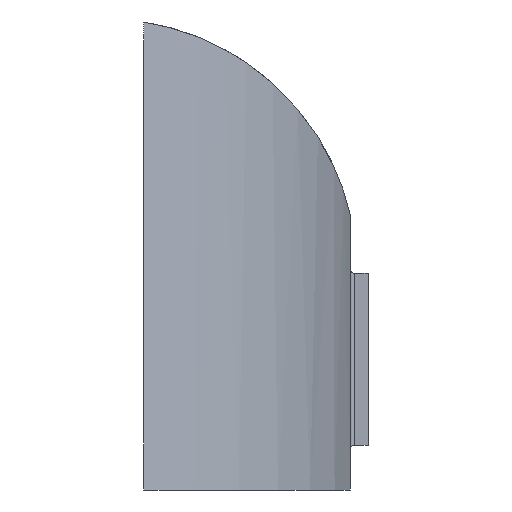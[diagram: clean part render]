
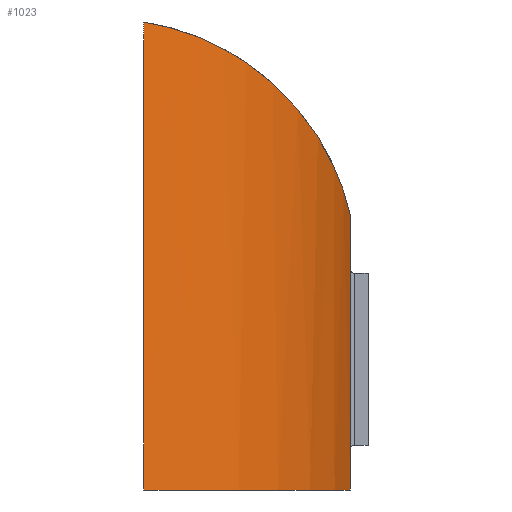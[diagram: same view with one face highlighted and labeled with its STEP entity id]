
A CAD part, left-side view. The second image highlights one B-rep face of the part: STEP entity #1023.
In plain terms, the highlighted cylindrical face has radius 230.395 mm (diameter 460.791 mm), a partial arc.
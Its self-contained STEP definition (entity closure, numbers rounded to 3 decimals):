
#69 = EDGE_CURVE ( 'NONE', #534, #861, #917, .T. ) ;
#83 = CARTESIAN_POINT ( 'NONE',  ( -208.516, -148.071, 112.762 ) ) ;
#84 = VERTEX_POINT ( 'NONE', #422 ) ;
#110 = CARTESIAN_POINT ( 'NONE',  ( -340.966, -56.834, 226.036 ) ) ;
#144 = CARTESIAN_POINT ( 'NONE',  ( -152.292, 75.402, -95. ) ) ;
#194 = CARTESIAN_POINT ( 'NONE',  ( -221.25, -144.443, 124.236 ) ) ;
#205 = VECTOR ( 'NONE', #761, 1000. ) ;
#210 = LINE ( 'NONE', #659, #809 ) ;
#228 = CARTESIAN_POINT ( 'NONE',  ( -345.518, -50.11, 229.428 ) ) ;
#230 = CARTESIAN_POINT ( 'NONE',  ( -290.122, -109.235, 184.639 ) ) ;
#291 = ORIENTED_EDGE ( 'NONE', *, *, #384, .T. ) ;
#303 = CARTESIAN_POINT ( 'NONE',  ( -242.173, -136.931, 142.903 ) ) ;
#309 = CARTESIAN_POINT ( 'NONE',  ( -200., -150., -95. ) ) ;
#337 = CARTESIAN_POINT ( 'NONE',  ( -353.988, -36.095, 235.47 ) ) ;
#338 = CARTESIAN_POINT ( 'NONE',  ( -305.365, -97.069, 197.538 ) ) ;
#339 = ORIENTED_EDGE ( 'NONE', *, *, #690, .F. ) ;
#384 = EDGE_CURVE ( 'NONE', #680, #84, #791, .T. ) ;
#413 = CARTESIAN_POINT ( 'NONE',  ( -152.292, 75.402, -95. ) ) ;
#414 = CARTESIAN_POINT ( 'NONE',  ( -278.434, -117.45, 174.618 ) ) ;
#422 = CARTESIAN_POINT ( 'NONE',  ( -200., -150., -95. ) ) ;
#447 = CARTESIAN_POINT ( 'NONE',  ( -366.009, -10.849, 243.012 ) ) ;
#449 = CARTESIAN_POINT ( 'NONE',  ( -326.462, -75.509, 214.773 ) ) ;
#533 = CARTESIAN_POINT ( 'NONE',  ( -204.259, -149.099, 108.898 ) ) ;
#534 = VERTEX_POINT ( 'NONE', #1335 ) ;
#561 = CARTESIAN_POINT ( 'NONE',  ( -340.191, -57.932, 225.451 ) ) ;
#591 = CARTESIAN_POINT ( 'NONE',  ( -200., -150., 105. ) ) ;
#593 = DIRECTION ( 'NONE',  ( 0., 0., 1. ) ) ;
#632 = FACE_OUTER_BOUND ( 'NONE', #749, .T. ) ;
#643 = CARTESIAN_POINT ( 'NONE',  ( -217.015, -145.727, 120.431 ) ) ;
#659 = CARTESIAN_POINT ( 'NONE',  ( -370., 0., -95. ) ) ;
#667 = ORIENTED_EDGE ( 'NONE', *, *, #959, .T. ) ;
#676 = CARTESIAN_POINT ( 'NONE',  ( -343.264, -53.493, 227.757 ) ) ;
#680 = VERTEX_POINT ( 'NONE', #1218 ) ;
#690 = EDGE_CURVE ( 'NONE', #680, #534, #210, .T. ) ;
#749 = EDGE_LOOP ( 'NONE', ( #972, #339, #291, #667 ) ) ;
#756 = CARTESIAN_POINT ( 'NONE',  ( -233.875, -140.248, 135.537 ) ) ;
#761 = DIRECTION ( 'NONE',  ( 0., 0., 1. ) ) ;
#790 = CARTESIAN_POINT ( 'NONE',  ( -351.274, -40.865, 233.585 ) ) ;
#791 = CIRCLE ( 'NONE', #805, 230.395 ) ;
#792 = CARTESIAN_POINT ( 'NONE',  ( -295.89, -104.786, 189.538 ) ) ;
#805 = AXIS2_PLACEMENT_3D ( 'NONE', #144, #593, #1055 ) ;
#809 = VECTOR ( 'NONE', #1117, 1000. ) ;
#861 = VERTEX_POINT ( 'NONE', #591 ) ;
#867 = DIRECTION ( 'NONE',  ( 0., 0., 1. ) ) ;
#869 = CARTESIAN_POINT ( 'NONE',  ( -266.565, -124.875, 164.342 ) ) ;
#904 = CARTESIAN_POINT ( 'NONE',  ( -361.518, -21.236, 240.387 ) ) ;
#906 = CARTESIAN_POINT ( 'NONE',  ( -323.069, -79.334, 212.053 ) ) ;
#917 = B_SPLINE_CURVE_WITH_KNOTS ( 'NONE', 3,
 ( #1017, #1446, #447, #904, #1341, #337, #790, #1238, #228, #676, #1132, #110, #561, #1018, #1448, #449, #906, #1343, #338, #792, #1240, #230, #979, #1412, #414, #869, #1310, #303, #756, #1205, #194, #643, #1105, #83, #533, #990 ),
 .UNSPECIFIED., .F., .F.,
 ( 4, 2, 2, 2, 2, 2, 2, 2, 2, 2, 2, 2, 2, 2, 2, 2, 2, 4 ),
 ( 0., 0.017, 0.035, 0.052, 0.061, 0.065, 0.069, 0.087, 0.104, 0.139, 0.148, 0.156, 0.174, 0.208, 0.243, 0.252, 0.261, 0.278 ),
 .UNSPECIFIED. ) ;
#959 = EDGE_CURVE ( 'NONE', #84, #861, #1316, .T. ) ;
#972 = ORIENTED_EDGE ( 'NONE', *, *, #69, .F. ) ;
#979 = CARTESIAN_POINT ( 'NONE',  ( -288.187, -110.663, 182.988 ) ) ;
#990 = CARTESIAN_POINT ( 'NONE',  ( -200., -150., 105. ) ) ;
#1017 = CARTESIAN_POINT ( 'NONE',  ( -370., 0., 245. ) ) ;
#1018 = CARTESIAN_POINT ( 'NONE',  ( -336.289, -63.364, 222.488 ) ) ;
#1023 = ADVANCED_FACE ( 'NONE', ( #632 ), #1411, .T. ) ;
#1055 = DIRECTION ( 'NONE',  ( 1., 0., 0. ) ) ;
#1105 = CARTESIAN_POINT ( 'NONE',  ( -214.891, -146.337, 118.518 ) ) ;
#1117 = DIRECTION ( 'NONE',  ( 0., 0., 1. ) ) ;
#1132 = CARTESIAN_POINT ( 'NONE',  ( -342.502, -54.613, 227.19 ) ) ;
#1205 = CARTESIAN_POINT ( 'NONE',  ( -223.36, -143.77, 126.128 ) ) ;
#1218 = CARTESIAN_POINT ( 'NONE',  ( -370., 0., -95. ) ) ;
#1238 = CARTESIAN_POINT ( 'NONE',  ( -346.984, -47.823, 230.499 ) ) ;
#1240 = CARTESIAN_POINT ( 'NONE',  ( -293.973, -106.297, 187.914 ) ) ;
#1297 = AXIS2_PLACEMENT_3D ( 'NONE', #413, #867, #1309 ) ;
#1309 = DIRECTION ( 'NONE',  ( 1., 0., 0. ) ) ;
#1310 = CARTESIAN_POINT ( 'NONE',  ( -258.517, -129.244, 157.306 ) ) ;
#1316 = LINE ( 'NONE', #309, #205 ) ;
#1335 = CARTESIAN_POINT ( 'NONE',  ( -370., 0., 245. ) ) ;
#1341 = CARTESIAN_POINT ( 'NONE',  ( -359.109, -26.281, 238.872 ) ) ;
#1343 = CARTESIAN_POINT ( 'NONE',  ( -312.643, -90.344, 203.586 ) ) ;
#1411 = CYLINDRICAL_SURFACE ( 'NONE', #1297, 230.395 ) ;
#1412 = CARTESIAN_POINT ( 'NONE',  ( -282.357, -114.83, 177.996 ) ) ;
#1446 = CARTESIAN_POINT ( 'NONE',  ( -368.093, -5.507, 244.121 ) ) ;
#1448 = CARTESIAN_POINT ( 'NONE',  ( -333.072, -67.524, 219.991 ) ) ;
